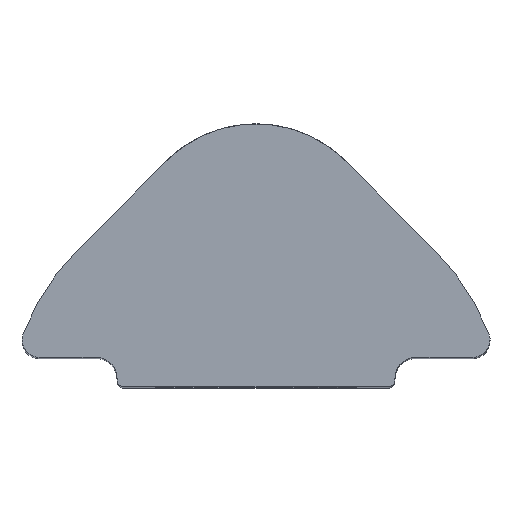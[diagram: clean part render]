
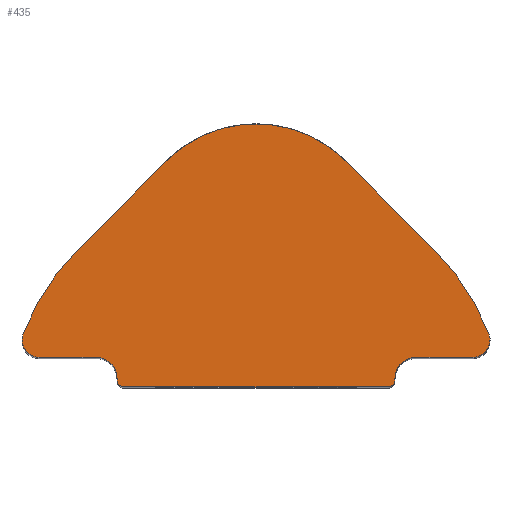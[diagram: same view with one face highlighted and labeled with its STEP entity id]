
A CAD part, top view. The second image highlights one B-rep face of the part: STEP entity #435.
In plain terms, the highlighted planar face has unit normal (0, 0, 1).
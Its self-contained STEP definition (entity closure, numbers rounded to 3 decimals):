
#16=LINE('',#708,#48);
#21=LINE('',#721,#53);
#26=LINE('',#735,#58);
#30=LINE('',#747,#62);
#34=LINE('',#759,#66);
#41=LINE('',#779,#73);
#44=LINE('',#796,#76);
#48=VECTOR('',#514,3.548);
#53=VECTOR('',#525,0.05);
#58=VECTOR('',#538,7.6);
#62=VECTOR('',#550,0.05);
#66=VECTOR('',#562,1.635);
#73=VECTOR('',#583,3.548);
#76=VECTOR('',#604,1.635);
#93=PLANE('',#485);
#136=FACE_OUTER_BOUND('',#166,.T.);
#166=EDGE_LOOP('',(#380,#381,#382,#383,#384,#385,#386,#387,#388,#389,#390,
#391,#392,#393,#394,#395));
#172=CIRCLE('',#452,3.653);
#173=CIRCLE('',#455,0.2);
#175=CIRCLE('',#459,0.2);
#177=CIRCLE('',#463,0.6);
#179=CIRCLE('',#467,0.501);
#181=CIRCLE('',#470,7.2);
#184=CIRCLE('',#476,7.2);
#186=CIRCLE('',#479,0.501);
#188=CIRCLE('',#483,0.6);
#200=VERTEX_POINT('',#705);
#201=VERTEX_POINT('',#707);
#204=VERTEX_POINT('',#715);
#205=VERTEX_POINT('',#719);
#206=VERTEX_POINT('',#720);
#209=VERTEX_POINT('',#728);
#211=VERTEX_POINT('',#734);
#213=VERTEX_POINT('',#740);
#215=VERTEX_POINT('',#746);
#217=VERTEX_POINT('',#752);
#219=VERTEX_POINT('',#758);
#221=VERTEX_POINT('',#764);
#223=VERTEX_POINT('',#770);
#226=VERTEX_POINT('',#783);
#228=VERTEX_POINT('',#789);
#230=VERTEX_POINT('',#795);
#243=EDGE_CURVE('',#200,#201,#16,.T.);
#248=EDGE_CURVE('',#204,#200,#172,.T.);
#249=EDGE_CURVE('',#205,#206,#21,.T.);
#253=EDGE_CURVE('',#206,#209,#173,.T.);
#256=EDGE_CURVE('',#209,#211,#26,.T.);
#259=EDGE_CURVE('',#211,#213,#175,.T.);
#262=EDGE_CURVE('',#213,#215,#30,.T.);
#265=EDGE_CURVE('',#215,#217,#177,.T.);
#268=EDGE_CURVE('',#217,#219,#34,.T.);
#271=EDGE_CURVE('',#219,#221,#179,.T.);
#274=EDGE_CURVE('',#221,#223,#181,.T.);
#279=EDGE_CURVE('',#223,#204,#41,.T.);
#281=EDGE_CURVE('',#201,#226,#184,.T.);
#284=EDGE_CURVE('',#226,#228,#186,.T.);
#287=EDGE_CURVE('',#228,#230,#44,.T.);
#290=EDGE_CURVE('',#230,#205,#188,.T.);
#380=ORIENTED_EDGE('',*,*,#249,.F.);
#381=ORIENTED_EDGE('',*,*,#290,.F.);
#382=ORIENTED_EDGE('',*,*,#287,.F.);
#383=ORIENTED_EDGE('',*,*,#284,.F.);
#384=ORIENTED_EDGE('',*,*,#281,.F.);
#385=ORIENTED_EDGE('',*,*,#243,.F.);
#386=ORIENTED_EDGE('',*,*,#248,.F.);
#387=ORIENTED_EDGE('',*,*,#279,.F.);
#388=ORIENTED_EDGE('',*,*,#274,.F.);
#389=ORIENTED_EDGE('',*,*,#271,.F.);
#390=ORIENTED_EDGE('',*,*,#268,.F.);
#391=ORIENTED_EDGE('',*,*,#265,.F.);
#392=ORIENTED_EDGE('',*,*,#262,.F.);
#393=ORIENTED_EDGE('',*,*,#259,.F.);
#394=ORIENTED_EDGE('',*,*,#256,.F.);
#395=ORIENTED_EDGE('',*,*,#253,.F.);
#435=ADVANCED_FACE('',(#136),#93,.T.);
#452=AXIS2_PLACEMENT_3D('',#717,#521,#522);
#455=AXIS2_PLACEMENT_3D('',#729,#531,#532);
#459=AXIS2_PLACEMENT_3D('',#741,#543,#544);
#463=AXIS2_PLACEMENT_3D('',#753,#555,#556);
#467=AXIS2_PLACEMENT_3D('',#765,#567,#568);
#470=AXIS2_PLACEMENT_3D('',#771,#574,#575);
#476=AXIS2_PLACEMENT_3D('',#784,#590,#591);
#479=AXIS2_PLACEMENT_3D('',#790,#597,#598);
#483=AXIS2_PLACEMENT_3D('',#801,#609,#610);
#485=AXIS2_PLACEMENT_3D('',#803,#613,#614);
#514=DIRECTION('',(0.707,-0.707,0.));
#521=DIRECTION('center_axis',(0.,0.,-1.));
#522=DIRECTION('ref_axis',(-0.707,-0.707,0.));
#525=DIRECTION('',(0.,-1.,0.));
#531=DIRECTION('center_axis',(0.,0.,-1.));
#532=DIRECTION('ref_axis',(0.,1.,0.));
#538=DIRECTION('',(-1.,0.,0.));
#543=DIRECTION('center_axis',(0.,0.,-1.));
#544=DIRECTION('ref_axis',(1.,0.,0.));
#550=DIRECTION('',(0.,1.,0.));
#555=DIRECTION('center_axis',(0.,0.,1.));
#556=DIRECTION('ref_axis',(1.,0.,0.));
#562=DIRECTION('',(-1.,0.,0.));
#567=DIRECTION('center_axis',(0.,0.,-1.));
#568=DIRECTION('ref_axis',(0.931,-0.366,0.));
#574=DIRECTION('center_axis',(0.,0.,-1.));
#575=DIRECTION('ref_axis',(0.707,-0.707,0.));
#583=DIRECTION('',(0.707,0.707,0.));
#590=DIRECTION('center_axis',(0.,0.,-1.));
#591=DIRECTION('ref_axis',(-0.931,-0.366,0.));
#597=DIRECTION('center_axis',(0.,0.,-1.));
#598=DIRECTION('ref_axis',(0.,1.,0.));
#604=DIRECTION('',(-1.,0.,0.));
#609=DIRECTION('center_axis',(0.,0.,1.));
#610=DIRECTION('ref_axis',(0.,1.,0.));
#613=DIRECTION('center_axis',(0.,0.,
1.));
#614=DIRECTION('ref_axis',(1.,0.,0.));
#705=CARTESIAN_POINT('',(2.583,2.715,11.));
#707=CARTESIAN_POINT('',(5.091,0.207,11.));
#708=CARTESIAN_POINT('',(2.583,2.715,11.));
#715=CARTESIAN_POINT('',(-2.583,2.715,11.));
#717=CARTESIAN_POINT('Origin',(0.,0.133,
11.));
#719=CARTESIAN_POINT('',(4.,-3.535,11.));
#720=CARTESIAN_POINT('',(4.,-3.585,11.));
#721=CARTESIAN_POINT('',(4.,-3.535,11.));
#728=CARTESIAN_POINT('',(3.8,-3.785,11.));
#729=CARTESIAN_POINT('Origin',(3.8,-3.585,11.));
#734=CARTESIAN_POINT('',(-3.8,-3.785,11.));
#735=CARTESIAN_POINT('',(3.8,-3.785,11.));
#740=CARTESIAN_POINT('',(-4.,-3.585,11.));
#741=CARTESIAN_POINT('Origin',(-3.8,-3.585,11.));
#746=CARTESIAN_POINT('',(-4.,-3.535,11.));
#747=CARTESIAN_POINT('',(-4.,-3.585,11.));
#752=CARTESIAN_POINT('',(-4.6,-2.935,11.));
#753=CARTESIAN_POINT('Origin',(-4.6,-3.535,11.));
#758=CARTESIAN_POINT('',(-6.235,-2.935,11.));
#759=CARTESIAN_POINT('',(-4.6,-2.935,11.));
#764=CARTESIAN_POINT('',(-6.701,-2.251,11.));
#765=CARTESIAN_POINT('Origin',(-6.235,-2.434,11.));
#770=CARTESIAN_POINT('',(-5.091,0.207,11.));
#771=CARTESIAN_POINT('Origin',(0.,-4.884,11.));
#779=CARTESIAN_POINT('',(-5.091,0.207,11.));
#783=CARTESIAN_POINT('',(6.701,-2.251,11.));
#784=CARTESIAN_POINT('Origin',(0.,-4.884,11.));
#789=CARTESIAN_POINT('',(6.235,-2.935,11.));
#790=CARTESIAN_POINT('Origin',(6.235,-2.434,11.));
#795=CARTESIAN_POINT('',(4.6,-2.935,11.));
#796=CARTESIAN_POINT('',(6.235,-2.935,11.));
#801=CARTESIAN_POINT('Origin',(4.6,-3.535,11.));
#803=CARTESIAN_POINT('Origin',(0.,-0.83,
11.));
